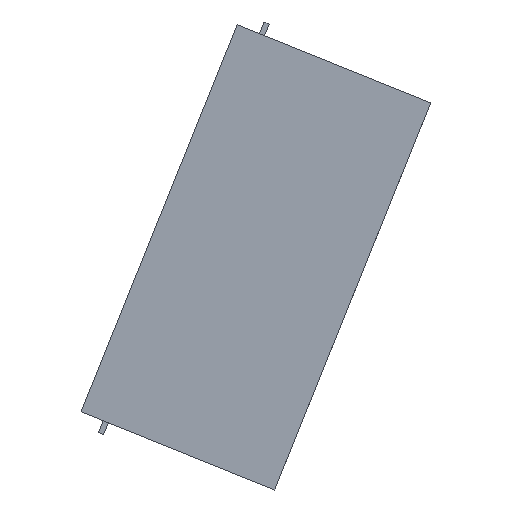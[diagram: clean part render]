
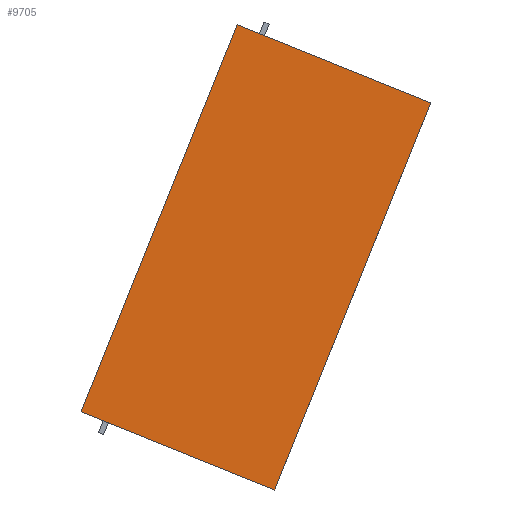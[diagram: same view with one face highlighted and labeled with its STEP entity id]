
A CAD part, front view. The second image highlights one B-rep face of the part: STEP entity #9705.
In plain terms, the highlighted planar face has unit normal (0, -1, 0).
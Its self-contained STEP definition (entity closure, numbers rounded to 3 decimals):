
#863=LINE('',#18253,#1487);
#867=LINE('',#18261,#1491);
#870=LINE('',#18267,#1494);
#873=LINE('',#18272,#1497);
#1487=VECTOR('',#12495,300.);
#1491=VECTOR('',#12501,150.);
#1494=VECTOR('',#12506,300.);
#1497=VECTOR('',#12511,150.);
#1908=PLANE('',#10524);
#2725=FACE_OUTER_BOUND('',#3578,.T.);
#3578=EDGE_LOOP('',(#7984,#7985,#7986,#7987));
#5015=VERTEX_POINT('',#18251);
#5016=VERTEX_POINT('',#18252);
#5019=VERTEX_POINT('',#18260);
#5021=VERTEX_POINT('',#18266);
#6094=EDGE_CURVE('',#5015,#5016,#863,.T.);
#6098=EDGE_CURVE('',#5019,#5015,#867,.T.);
#6101=EDGE_CURVE('',#5021,#5019,#870,.T.);
#6104=EDGE_CURVE('',#5016,#5021,#873,.T.);
#7984=ORIENTED_EDGE('',*,*,#6104,.F.);
#7985=ORIENTED_EDGE('',*,*,#6094,.F.);
#7986=ORIENTED_EDGE('',*,*,#6098,.F.);
#7987=ORIENTED_EDGE('',*,*,#6101,.F.);
#9705=ADVANCED_FACE('',(#2725),#1908,.F.);
#10524=AXIS2_PLACEMENT_3D('',#18275,#12515,#12516);
#12495=DIRECTION('',(0.,0.,1.));
#12501=DIRECTION('',(-1.,0.,0.));
#12506=DIRECTION('',(0.,0.,-1.));
#12511=DIRECTION('',(1.,0.,0.));
#12515=DIRECTION('center_axis',(0.,1.,0.));
#12516=DIRECTION('ref_axis',(0.,0.,1.));
#18251=CARTESIAN_POINT('',(-74.081,0.,-185.464));
#18252=CARTESIAN_POINT('',(-74.081,0.,114.536));
#18253=CARTESIAN_POINT('',(-74.081,0.,-185.464));
#18260=CARTESIAN_POINT('',(75.919,0.,-185.464));
#18261=CARTESIAN_POINT('',(75.919,0.,-185.464));
#18266=CARTESIAN_POINT('',(75.919,0.,114.536));
#18267=CARTESIAN_POINT('',(75.919,0.,114.536));
#18272=CARTESIAN_POINT('',(-74.081,0.,114.536));
#18275=CARTESIAN_POINT('Origin',(0.919,0.,-35.464));
